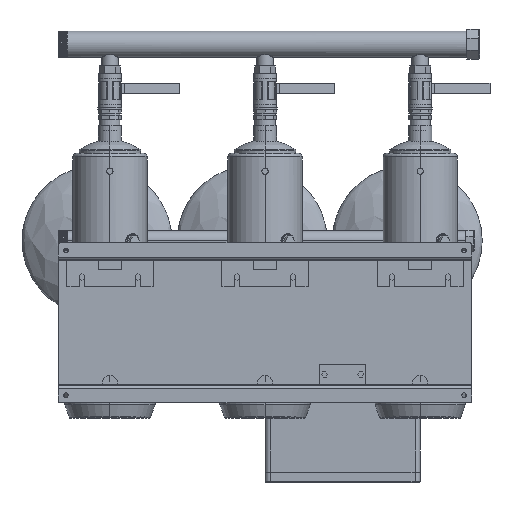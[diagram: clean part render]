
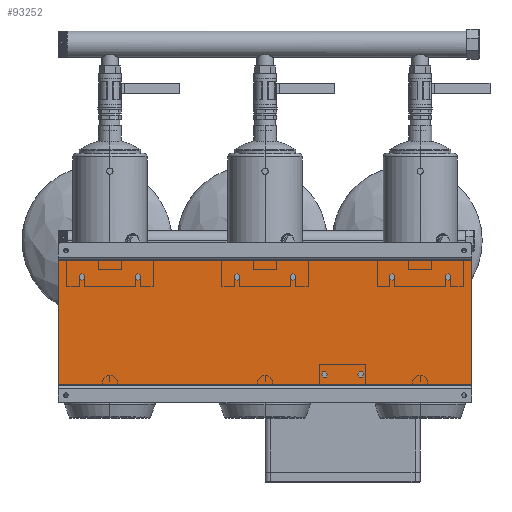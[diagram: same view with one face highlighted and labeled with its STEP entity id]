
A CAD part, front view. The second image highlights one B-rep face of the part: STEP entity #93252.
In plain terms, the highlighted planar face has unit normal (0, -1, 0).
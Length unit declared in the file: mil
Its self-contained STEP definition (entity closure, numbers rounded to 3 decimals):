
#2006 = DIRECTION ( 'NONE',  ( 0., 0., -1. ) ) ;
#4782 = VERTEX_POINT ( 'NONE', #77047 ) ;
#5353 = DIRECTION ( 'NONE',  ( 1., 0., 0. ) ) ;
#5653 = DIRECTION ( 'NONE',  ( -1., 0., 0. ) ) ;
#12788 = EDGE_CURVE ( 'NONE', #40798, #92979, #14522, .T. ) ;
#13142 = PLANE ( 'NONE',  #90888 ) ;
#14522 = LINE ( 'NONE', #37327, #68482 ) ;
#21337 = DIRECTION ( 'NONE',  ( 0., 0., -1. ) ) ;
#25473 = ORIENTED_EDGE ( 'NONE', *, *, #59074, .T. ) ;
#30657 = CARTESIAN_POINT ( 'NONE',  ( 15748.031, 2047.244, 4724.409 ) ) ;
#31481 = VECTOR ( 'NONE', #2006, 39370.079 ) ;
#31732 = VECTOR ( 'NONE', #49263, 39370.079 ) ;
#32319 = ORIENTED_EDGE ( 'NONE', *, *, #57936, .T. ) ;
#37327 = CARTESIAN_POINT ( 'NONE',  ( 15748.031, 2047.244, 4724.409 ) ) ;
#38929 = CARTESIAN_POINT ( 'NONE',  ( -15748.031, 2047.244, -4724.409 ) ) ;
#40798 = VERTEX_POINT ( 'NONE', #90089 ) ;
#41191 = EDGE_LOOP ( 'NONE', ( #32319, #64699, #86645, #25473 ) ) ;
#42794 = DIRECTION ( 'NONE',  ( 0., 1., 0. ) ) ;
#48660 = FACE_OUTER_BOUND ( 'NONE', #41191, .T. ) ;
#49263 = DIRECTION ( 'NONE',  ( -1., 0., 0. ) ) ;
#57936 = EDGE_CURVE ( 'NONE', #69612, #4782, #76343, .T. ) ;
#59074 = EDGE_CURVE ( 'NONE', #40798, #69612, #74375, .T. ) ;
#64699 = ORIENTED_EDGE ( 'NONE', *, *, #86554, .F. ) ;
#65592 = CARTESIAN_POINT ( 'NONE',  ( 15748.031, 2047.244, -4724.409 ) ) ;
#68482 = VECTOR ( 'NONE', #21337, 39370.079 ) ;
#69612 = VERTEX_POINT ( 'NONE', #76686 ) ;
#72864 = CARTESIAN_POINT ( 'NONE',  ( 15748.031, 2047.244, -4724.409 ) ) ;
#74375 = LINE ( 'NONE', #30657, #84130 ) ;
#76343 = LINE ( 'NONE', #38929, #31481 ) ;
#76686 = CARTESIAN_POINT ( 'NONE',  ( -15748.031, 2047.244, 4724.409 ) ) ;
#77047 = CARTESIAN_POINT ( 'NONE',  ( -15748.031, 2047.244, -4724.409 ) ) ;
#84130 = VECTOR ( 'NONE', #5653, 39370.079 ) ;
#86554 = EDGE_CURVE ( 'NONE', #92979, #4782, #87132, .T. ) ;
#86645 = ORIENTED_EDGE ( 'NONE', *, *, #12788, .F. ) ;
#87132 = LINE ( 'NONE', #88084, #31732 ) ;
#88084 = CARTESIAN_POINT ( 'NONE',  ( 15748.031, 2047.244, -4724.409 ) ) ;
#90089 = CARTESIAN_POINT ( 'NONE',  ( 15748.031, 2047.244, 4724.409 ) ) ;
#90888 = AXIS2_PLACEMENT_3D ( 'NONE', #65592, #42794, #5353 ) ;
#92979 = VERTEX_POINT ( 'NONE', #72864 ) ;
#93252 = ADVANCED_FACE ( 'NONE', ( #48660 ), #13142, .F. ) ;
